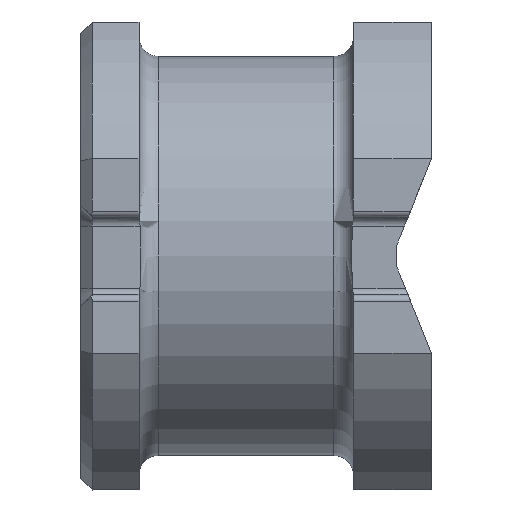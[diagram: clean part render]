
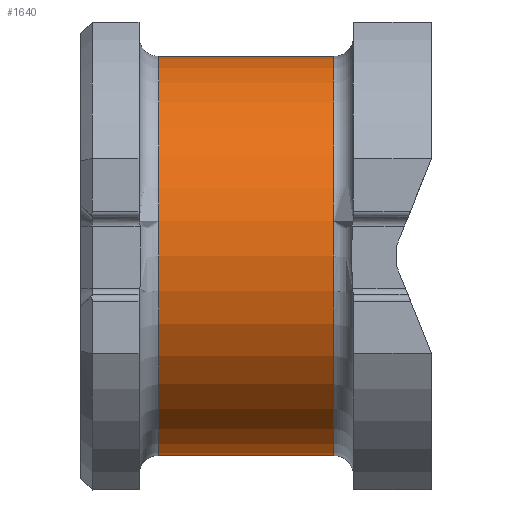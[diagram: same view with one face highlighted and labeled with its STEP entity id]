
A CAD part, left-side view. The second image highlights one B-rep face of the part: STEP entity #1640.
In plain terms, the highlighted cylindrical face has radius 2.559 mm (diameter 5.119 mm), a partial arc.
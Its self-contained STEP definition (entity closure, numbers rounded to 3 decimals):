
#211=CARTESIAN_POINT('',(0.,1.25,0.));
#212=DIRECTION('',(0.,1.,0.));
#213=DIRECTION('',(0.,0.,-1.));
#214=AXIS2_PLACEMENT_3D('',#211,#212,#213);
#285=DIRECTION('',(0.,1.,0.));
#286=VECTOR('',#285,2.25);
#287=CARTESIAN_POINT('',(0.,1.25,2.559));
#288=LINE('',#287,#286);
#299=DIRECTION('',(0.,1.,0.));
#300=VECTOR('',#299,2.25);
#301=CARTESIAN_POINT('',(0.,1.25,-2.559));
#302=LINE('',#301,#300);
#327=CARTESIAN_POINT('',(0.,3.5,0.));
#328=DIRECTION('',(0.,-1.,0.));
#329=DIRECTION('',(0.,0.,1.));
#330=AXIS2_PLACEMENT_3D('',#327,#328,#329);
#1238=CARTESIAN_POINT('',(0.,1.25,-2.559));
#1240=VERTEX_POINT('',#1238);
#1243=CARTESIAN_POINT('',(0.,1.25,2.559));
#1244=VERTEX_POINT('',#1243);
#1250=CARTESIAN_POINT('',(0.,3.5,2.559));
#1252=VERTEX_POINT('',#1250);
#1255=CARTESIAN_POINT('',(0.,3.5,-2.559));
#1256=VERTEX_POINT('',#1255);
#1628=CARTESIAN_POINT('',(0.,1.,0.));
#1629=DIRECTION('',(0.,1.,0.));
#1630=DIRECTION('',(0.,0.,-1.));
#1631=AXIS2_PLACEMENT_3D('',#1628,#1629,#1630);
#1632=CYLINDRICAL_SURFACE('',#1631,2.559);
#1633=ORIENTED_EDGE('',*,*,#1577,.F.);
#1634=ORIENTED_EDGE('',*,*,#1623,.T.);
#1636=ORIENTED_EDGE('',*,*,#1635,.F.);
#1637=ORIENTED_EDGE('',*,*,#1617,.F.);
#1638=EDGE_LOOP('',(#1633,#1634,#1636,#1637));
#1639=FACE_OUTER_BOUND('',#1638,.F.);
#215=CIRCLE('',#214,2.559);
#331=CIRCLE('',#330,2.559);
#1577=EDGE_CURVE('',#1240,#1244,#215,.T.);
#1617=EDGE_CURVE('',#1244,#1252,#288,.T.);
#1623=EDGE_CURVE('',#1240,#1256,#302,.T.);
#1635=EDGE_CURVE('',#1252,#1256,#331,.T.);
#1640=ADVANCED_FACE('',(#1639),#1632,.T.);
